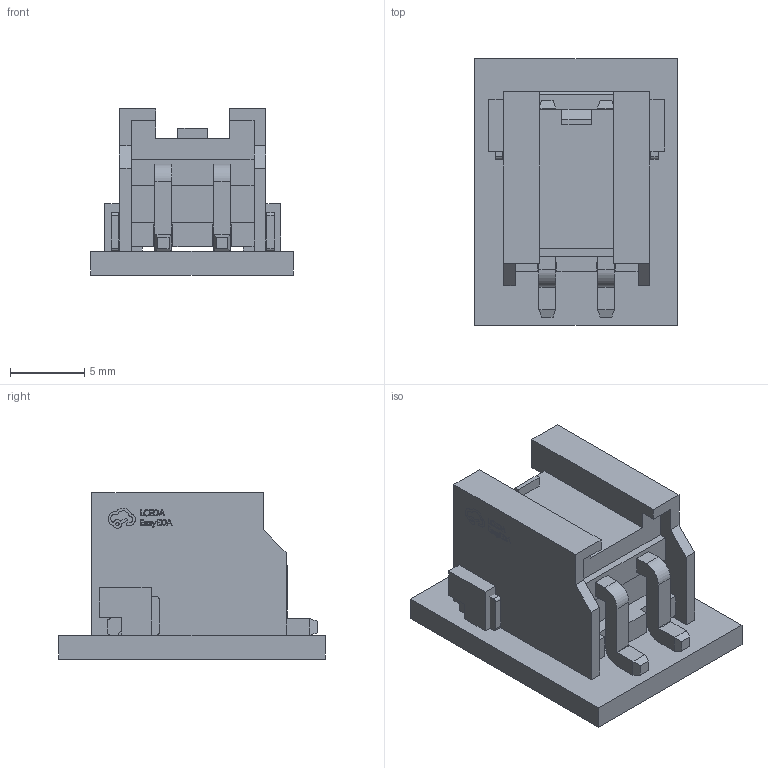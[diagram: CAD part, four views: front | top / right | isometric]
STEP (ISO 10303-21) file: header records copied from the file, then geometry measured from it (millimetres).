
FILE_DESCRIPTION(('Designed by EasyEDA Pro'),'2;1');
FILE_NAME('Open CASCADE Shape Model','2023-06-01T09:05:04',('Author'),( 'Open CASCADE'),'Open CASCADE STEP processor 7.6','Open CASCADE 7.6' ,'Unknown');
FILE_SCHEMA(('AUTOMOTIVE_DESIGN { 1 0 10303 214 1 1 1 1 }'));
Length unit declared in the file: millimetre
Products named in the file (5): PCBModel; COMPOUND; U1; CONN-SMD_VH3.96-2PWB
Assembly tree (4 placements, depth 4):
  PCBModel
    COMPOUND
    U1
      CONN-SMD_VH3.96-2PWB
        COMPOUND
Bounding box: 13.68 x 18 x 11.22 mm (x, y, z)
Volume: 979.2 mm3; surface area: 1815.4 mm2
Topology: 17 solids, 17 shells, 461 faces, 1224 edges, 808 vertices
Faces by surface type: plane 329, bspline 112, cylinder 20
Entity records: 19406 total; most frequent: CARTESIAN_POINT 4271, ORIENTED_EDGE 2448, DIRECTION 1701, EDGE_CURVE 1224, LINE 913, VECTOR 913, VERTEX_POINT 808, SURFACE_STYLE_USAGE 492
